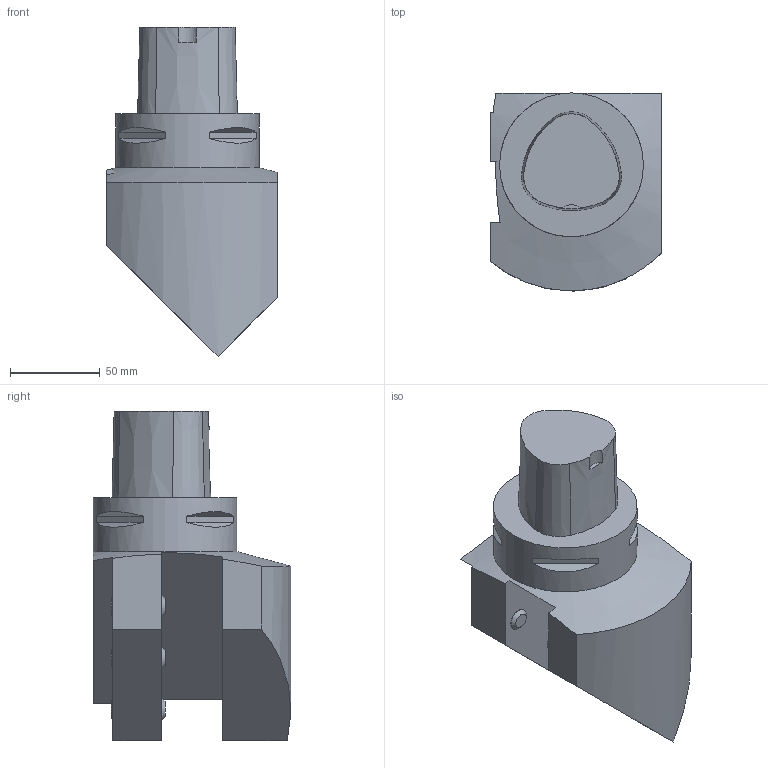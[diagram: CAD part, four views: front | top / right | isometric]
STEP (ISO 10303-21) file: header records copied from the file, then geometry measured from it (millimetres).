
FILE_DESCRIPTION(/* description */ (''),/* implementation_level */ '2;1');
FILE_NAME(/* name */ '1548324885217.stp',/* time_stamp */ '2019-01-24T15:45:05+05:00',/* author */ (''),/* organization */ ('SMS'),/* preprocessor_version */ 'ST-DEVELOPER v15',/* originating_system */ 'SIEMENS PLM Software NX 8.5',/* authorisation */ '');
FILE_SCHEMA (('AUTOMOTIVE_DESIGN { 1 0 10303 214 3 1 1 1 }'));
Length unit declared in the file: millimetre
Products named in the file (1): 201670357mod000_00
Bounding box: 95 x 109.98 x 183 mm (x, y, z)
Volume: 880668.1 mm3; surface area: 69532.9 mm2
Topology: 1 solids, 1 shells, 91 faces, 197 edges, 122 vertices
Faces by surface type: plane 51, cone 34, cylinder 6
Full cylindrical faces by diameter (mm): 12 x3, 80 x1
Entity records: 2413 total; most frequent: CARTESIAN_POINT 530, DIRECTION 378, ORIENTED_EDGE 348, EDGE_CURVE 174, AXIS2_PLACEMENT_3D 157, EDGE_LOOP 115, VERTEX_POINT 112, ADVANCED_FACE 91
